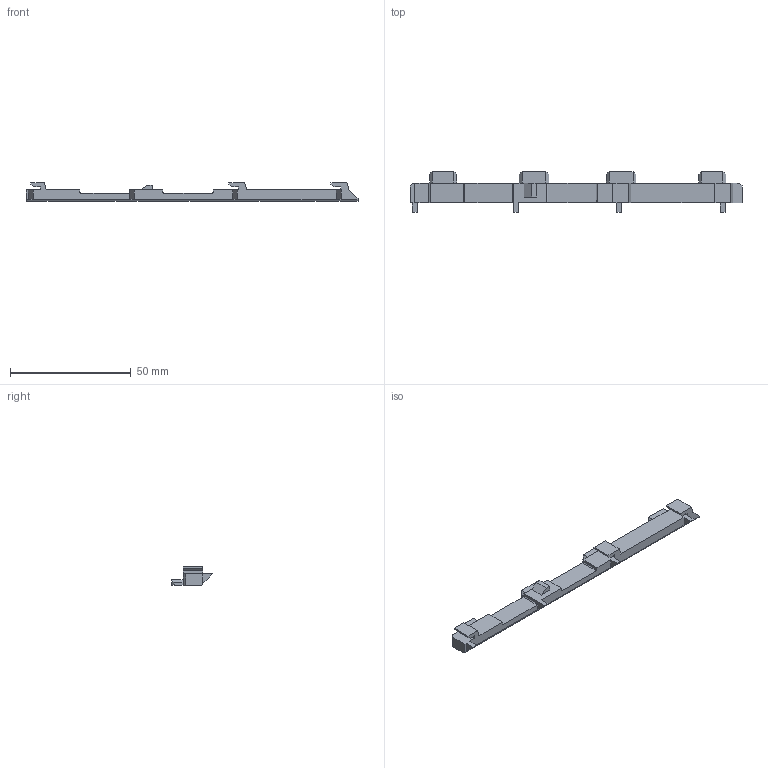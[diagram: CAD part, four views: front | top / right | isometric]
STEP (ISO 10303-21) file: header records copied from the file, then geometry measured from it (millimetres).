
FILE_DESCRIPTION(/* description */ (''),/* implementation_level */ '2;1');
FILE_NAME(/* name */ 'Power Macintosh G3 Hard Drive Braket 815-2734.stp',/* time_stamp */ '2022-07-29T22:52:16-04:00',/* author */ (''),/* organization */ (''),/* preprocessor_version */ 'ST-DEVELOPER v15.2',/* originating_system */ 'Autodesk Translator Framework v2.0.0.5431',/* authorisation */ '');
FILE_SCHEMA (('AUTOMOTIVE_DESIGN { 1 0 10303 214 3 1 1 }'));
Length unit declared in the file: centimetre
Products named in the file (1): Power Macintosh G3 Hard Drive Braket 815-2734
Bounding box: 137.7 x 17 x 7.8 mm (x, y, z)
Volume: 5814.1 mm3; surface area: 4525.9 mm2
Topology: 1 solids, 1 shells, 93 faces, 257 edges, 166 vertices
Faces by surface type: plane 88, cylinder 5
Entity records: 2912 total; most frequent: CARTESIAN_POINT 517, ORIENTED_EDGE 514, DIRECTION 455, EDGE_CURVE 257, LINE 247, VECTOR 247, VERTEX_POINT 166, AXIS2_PLACEMENT_3D 104
